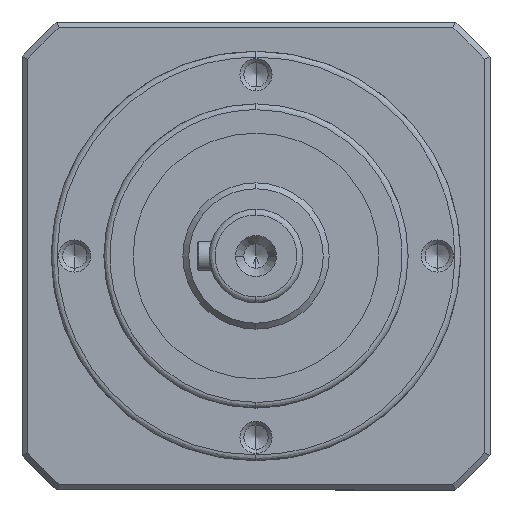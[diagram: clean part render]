
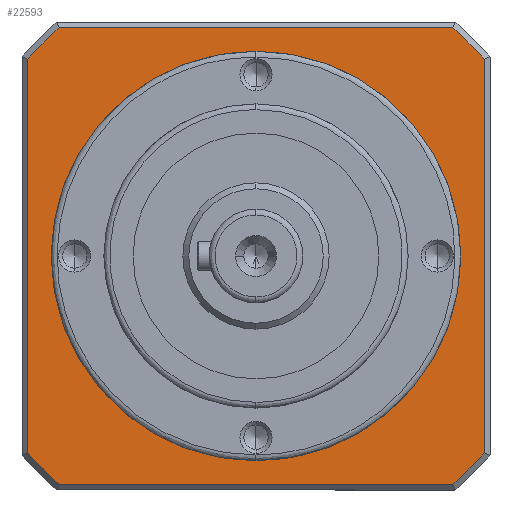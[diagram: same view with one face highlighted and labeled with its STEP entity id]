
A CAD part, left-side view. The second image highlights one B-rep face of the part: STEP entity #22593.
In plain terms, the highlighted face is planar.
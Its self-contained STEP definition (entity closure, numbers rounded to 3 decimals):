
#236 = AXIS2_PLACEMENT_3D ( 'NONE', #7610, #20857, #9536 ) ;
#417 = DIRECTION ( 'NONE',  ( 0., -1., 0. ) ) ;
#419 = VECTOR ( 'NONE', #3270, 1000. ) ;
#670 = CARTESIAN_POINT ( 'NONE',  ( -33.634, 39., 3.5 ) ) ;
#962 = AXIS2_PLACEMENT_3D ( 'NONE', #1023, #14654, #3020 ) ;
#988 = DIRECTION ( 'NONE',  ( 0., 0., -1. ) ) ;
#1023 = CARTESIAN_POINT ( 'NONE',  ( 0., 0., 3.5 ) ) ;
#1096 = DIRECTION ( 'NONE',  ( 1., 0., 0. ) ) ;
#1289 = CIRCLE ( 'NONE', #3537, 28.5 ) ;
#1308 = CARTESIAN_POINT ( 'NONE',  ( 33.634, 39., 3.5 ) ) ;
#1734 = LINE ( 'NONE', #22496, #16700 ) ;
#3020 = DIRECTION ( 'NONE',  ( 1., 0., 0. ) ) ;
#3061 = FACE_BOUND ( 'NONE', #20049, .T. ) ;
#3270 = DIRECTION ( 'NONE',  ( 1., 0., 0. ) ) ;
#3503 = CARTESIAN_POINT ( 'NONE',  ( 39., -33.634, 3.5 ) ) ;
#3537 = AXIS2_PLACEMENT_3D ( 'NONE', #12686, #988, #14620 ) ;
#3716 = VERTEX_POINT ( 'NONE', #9202 ) ;
#3896 = VERTEX_POINT ( 'NONE', #3503 ) ;
#4034 = VERTEX_POINT ( 'NONE', #670 ) ;
#4132 = AXIS2_PLACEMENT_3D ( 'NONE', #10171, #23386, #12042 ) ;
#4384 = CIRCLE ( 'NONE', #4132, 51.5 ) ;
#4469 = AXIS2_PLACEMENT_3D ( 'NONE', #24140, #12803, #1096 ) ;
#4742 = VERTEX_POINT ( 'NONE', #19403 ) ;
#5538 = CARTESIAN_POINT ( 'NONE',  ( 39., 0., 3.5 ) ) ;
#6048 = AXIS2_PLACEMENT_3D ( 'NONE', #11312, #24573, #13189 ) ;
#6149 = VERTEX_POINT ( 'NONE', #6584 ) ;
#6452 = CARTESIAN_POINT ( 'NONE',  ( 28.5, 0., 3.5 ) ) ;
#6584 = CARTESIAN_POINT ( 'NONE',  ( -39., -33.634, 3.5 ) ) ;
#6779 = AXIS2_PLACEMENT_3D ( 'NONE', #19012, #7488, #20763 ) ;
#6866 = CARTESIAN_POINT ( 'NONE',  ( 33.634, -39., 3.5 ) ) ;
#7180 = VERTEX_POINT ( 'NONE', #7244 ) ;
#7244 = CARTESIAN_POINT ( 'NONE',  ( -33.634, -39., 3.5 ) ) ;
#7488 = DIRECTION ( 'NONE',  ( 0., 0., 1. ) ) ;
#7610 = CARTESIAN_POINT ( 'NONE',  ( 0., 0., 3.5 ) ) ;
#8355 = CIRCLE ( 'NONE', #4469, 51.5 ) ;
#8453 = VERTEX_POINT ( 'NONE', #6866 ) ;
#8631 = EDGE_CURVE ( 'NONE', #16865, #16140, #18666, .T. ) ;
#8818 = ORIENTED_EDGE ( 'NONE', *, *, #18455, .F. ) ;
#9202 = CARTESIAN_POINT ( 'NONE',  ( -39., 33.634, 3.5 ) ) ;
#9251 = DIRECTION ( 'NONE',  ( -1., 0., 0. ) ) ;
#9294 = ORIENTED_EDGE ( 'NONE', *, *, #18978, .F. ) ;
#9536 = DIRECTION ( 'NONE',  ( 1., 0., 0. ) ) ;
#9960 = VECTOR ( 'NONE', #417, 1000. ) ;
#10171 = CARTESIAN_POINT ( 'NONE',  ( 0., 0., 3.5 ) ) ;
#10468 = ORIENTED_EDGE ( 'NONE', *, *, #20906, .F. ) ;
#11312 = CARTESIAN_POINT ( 'NONE',  ( 0., 0., 3.5 ) ) ;
#11733 = CIRCLE ( 'NONE', #236, 51.5 ) ;
#12042 = DIRECTION ( 'NONE',  ( 1., 0., 0. ) ) ;
#12686 = CARTESIAN_POINT ( 'NONE',  ( 0., 0., 3.5 ) ) ;
#12803 = DIRECTION ( 'NONE',  ( 0., 0., 1. ) ) ;
#13189 = DIRECTION ( 'NONE',  ( 1., 0., 0. ) ) ;
#13394 = FACE_OUTER_BOUND ( 'NONE', #18988, .T. ) ;
#14620 = DIRECTION ( 'NONE',  ( 1., 0., 0. ) ) ;
#14654 = DIRECTION ( 'NONE',  ( 0., 0., 1. ) ) ;
#15008 = LINE ( 'NONE', #23477, #9960 ) ;
#16140 = VERTEX_POINT ( 'NONE', #6452 ) ;
#16330 = VERTEX_POINT ( 'NONE', #1308 ) ;
#16588 = ORIENTED_EDGE ( 'NONE', *, *, #21078, .F. ) ;
#16700 = VECTOR ( 'NONE', #9251, 1000. ) ;
#16780 = VECTOR ( 'NONE', #19115, 1000. ) ;
#16865 = VERTEX_POINT ( 'NONE', #20109 ) ;
#16934 = CARTESIAN_POINT ( 'NONE',  ( 0., -39., 3.5 ) ) ;
#17414 = LINE ( 'NONE', #5538, #16780 ) ;
#17697 = ORIENTED_EDGE ( 'NONE', *, *, #19648, .F. ) ;
#18028 = EDGE_CURVE ( 'NONE', #3896, #4742, #17414, .T. ) ;
#18199 = ORIENTED_EDGE ( 'NONE', *, *, #20126, .F. ) ;
#18455 = EDGE_CURVE ( 'NONE', #4742, #16330, #8355, .T. ) ;
#18666 = CIRCLE ( 'NONE', #6048, 28.5 ) ;
#18978 = EDGE_CURVE ( 'NONE', #16330, #4034, #1734, .T. ) ;
#18988 = EDGE_LOOP ( 'NONE', ( #10468, #18199, #21667, #17697, #9294, #8818, #19995, #16588 ) ) ;
#19012 = CARTESIAN_POINT ( 'NONE',  ( 0., 0., 3.5 ) ) ;
#19115 = DIRECTION ( 'NONE',  ( 0., 1., 0. ) ) ;
#19403 = CARTESIAN_POINT ( 'NONE',  ( 39., 33.634, 3.5 ) ) ;
#19648 = EDGE_CURVE ( 'NONE', #4034, #3716, #11733, .T. ) ;
#19860 = EDGE_CURVE ( 'NONE', #3716, #6149, #15008, .T. ) ;
#19995 = ORIENTED_EDGE ( 'NONE', *, *, #18028, .F. ) ;
#20049 = EDGE_LOOP ( 'NONE', ( #23376, #22703 ) ) ;
#20109 = CARTESIAN_POINT ( 'NONE',  ( -28.5, 0., 3.5 ) ) ;
#20126 = EDGE_CURVE ( 'NONE', #6149, #7180, #21049, .T. ) ;
#20432 = LINE ( 'NONE', #16934, #419 ) ;
#20763 = DIRECTION ( 'NONE',  ( 1., 0., 0. ) ) ;
#20857 = DIRECTION ( 'NONE',  ( 0., 0., 1. ) ) ;
#20906 = EDGE_CURVE ( 'NONE', #7180, #8453, #20432, .T. ) ;
#21049 = CIRCLE ( 'NONE', #6779, 51.5 ) ;
#21078 = EDGE_CURVE ( 'NONE', #8453, #3896, #4384, .T. ) ;
#21249 = EDGE_CURVE ( 'NONE', #16140, #16865, #1289, .T. ) ;
#21667 = ORIENTED_EDGE ( 'NONE', *, *, #19860, .F. ) ;
#22098 = PLANE ( 'NONE',  #962 ) ;
#22496 = CARTESIAN_POINT ( 'NONE',  ( 0., 39., 3.5 ) ) ;
#22593 = ADVANCED_FACE ( 'NONE', ( #3061, #13394 ), #22098, .F. ) ;
#22703 = ORIENTED_EDGE ( 'NONE', *, *, #8631, .F. ) ;
#23376 = ORIENTED_EDGE ( 'NONE', *, *, #21249, .F. ) ;
#23386 = DIRECTION ( 'NONE',  ( 0., 0., 1. ) ) ;
#23477 = CARTESIAN_POINT ( 'NONE',  ( -39., 0., 3.5 ) ) ;
#24140 = CARTESIAN_POINT ( 'NONE',  ( 0., 0., 3.5 ) ) ;
#24573 = DIRECTION ( 'NONE',  ( 0., 0., -1. ) ) ;
